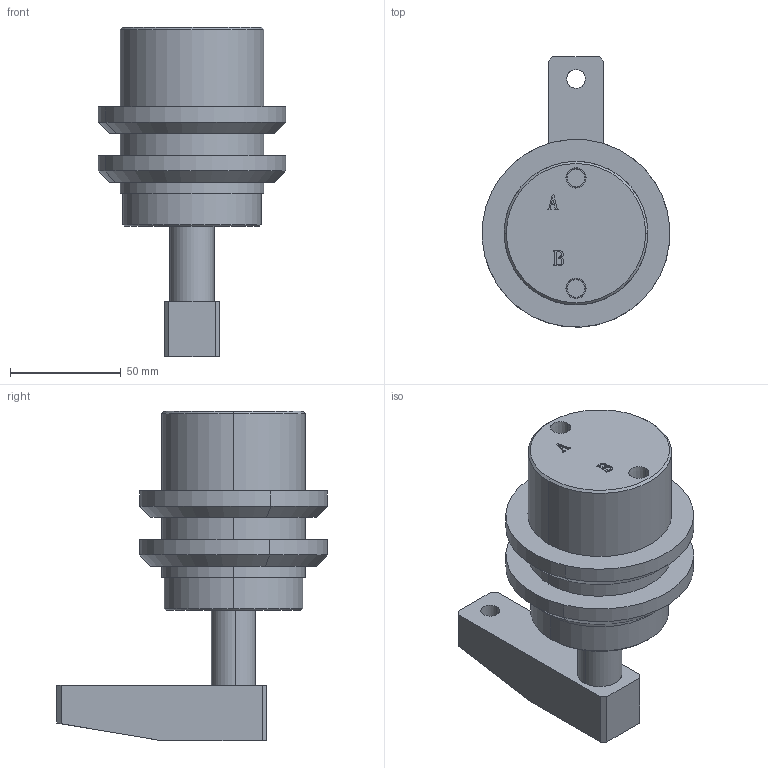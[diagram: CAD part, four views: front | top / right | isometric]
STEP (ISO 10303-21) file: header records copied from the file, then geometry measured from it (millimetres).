
FILE_DESCRIPTION (( 'STEP AP203' ), '1' );
FILE_NAME ('HCAS-TB50S.STEP', '2019-10-14T09:28:50', ( '微软用户' ), ( '微软中国' ), 'SwSTEP 2.0', 'SolidWorks 2012', '' );
FILE_SCHEMA (( 'CONFIG_CONTROL_DESIGN' ));
Length unit declared in the file: millimetre
Products named in the file (6): HCAS-TB50掛极; HCAS-TB50S等旋; HCAS-TB50蹟譫; HASC-50S活塞杆; hex lobular socket head cap screws-4.8 gb_GB_HEXAGON_TYPE21 M10X20-20-N; HCAS-TB50S
Assembly tree (6 placements, depth 2):
  HCAS-TB50S
    HCAS-TB50掛极
    HCAS-TB50S等旋
    HASC-50S活塞杆
    HCAS-TB50蹟譫  x2
    hex lobular socket head cap screws-4.8 gb_GB_HEXAGON_TYPE21 M10X20-20-N
Bounding box: 84.92 x 122.46 x 149 mm (x, y, z)
Volume: 347027.6 mm3; surface area: 79910.5 mm2
Topology: 6 solids, 6 shells, 153 faces, 351 edges, 224 vertices
Faces by surface type: plane 69, cylinder 34, cone 20, bspline 20, torus 10
Entity records: 5573 total; most frequent: CARTESIAN_POINT 1671, ORIENTED_EDGE 662, DIRECTION 661, EDGE_CURVE 331, AXIS2_PLACEMENT_3D 236, VERTEX_POINT 214, LINE 189, VECTOR 189
